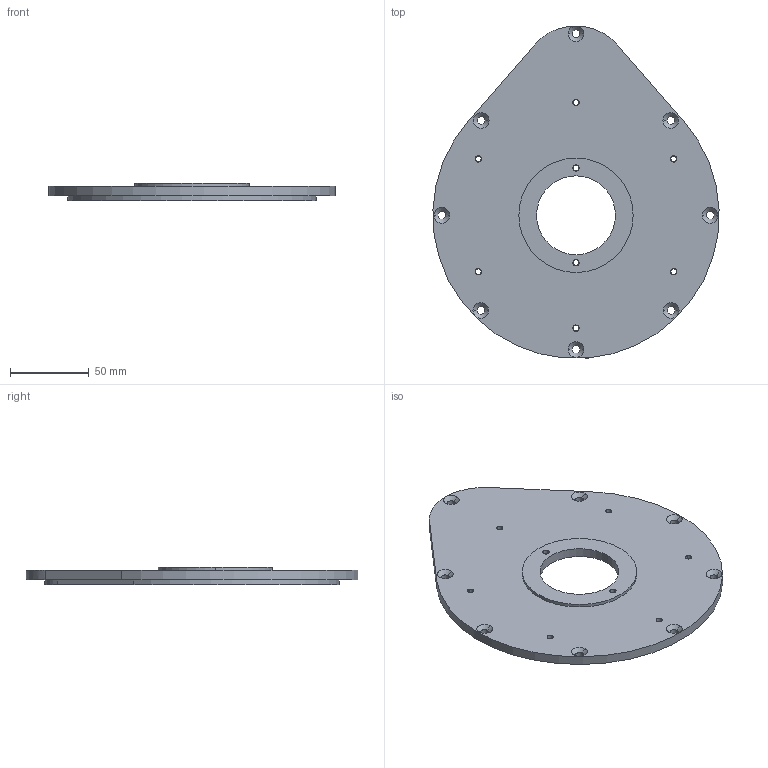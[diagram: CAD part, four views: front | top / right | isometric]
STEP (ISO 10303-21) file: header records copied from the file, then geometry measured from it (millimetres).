
FILE_DESCRIPTION((''),'2;1');
FILE_NAME('3-04','2022-01-09T15:19:16',('Y'),('FoxCAVITY'),'CREO PARAMETRIC BY PTC INC, 2020454','CREO PARAMETRIC BY PTC INC, 2020454','');
FILE_SCHEMA(('CONFIG_CONTROL_DESIGN'));
Length unit declared in the file: millimetre
Products named in the file (1): 3-04
Bounding box: 181.37 x 210.42 x 11 mm (x, y, z)
Volume: 206151 mm3; surface area: 61167.8 mm2
Topology: 1 solids, 9 shells, 83 faces, 220 edges, 141 vertices
Faces by surface type: cylinder 58, cone 16, plane 9
Entity records: 2723 total; most frequent: DIRECTION 522, CARTESIAN_POINT 445, ORIENTED_EDGE 408, EDGE_CURVE 220, AXIS2_PLACEMENT_3D 218, VERTEX_POINT 141, CIRCLE 134, EDGE_LOOP 119
